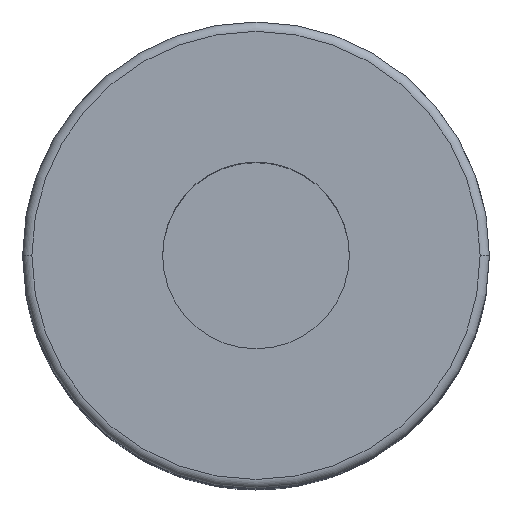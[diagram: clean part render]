
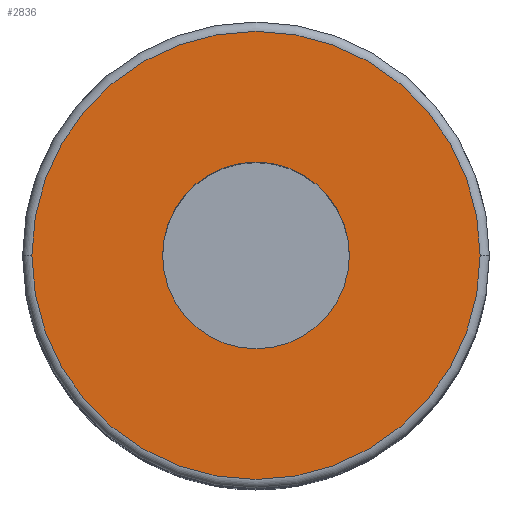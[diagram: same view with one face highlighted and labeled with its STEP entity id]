
A CAD part, top view. The second image highlights one B-rep face of the part: STEP entity #2836.
In plain terms, the highlighted planar face has unit normal (0, 0, 1).
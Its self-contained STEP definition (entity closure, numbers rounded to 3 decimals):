
#72 = ORIENTED_EDGE ( 'NONE', *, *, #3721, .F. ) ;
#196 = CARTESIAN_POINT ( 'NONE',  ( 0., 0., 70. ) ) ;
#458 = FACE_BOUND ( 'NONE', #1470, .T. ) ;
#545 = CIRCLE ( 'NONE', #3354, 24. ) ;
#557 = ORIENTED_EDGE ( 'NONE', *, *, #1366, .F. ) ;
#1096 = CIRCLE ( 'NONE', #2551, 10. ) ;
#1105 = CARTESIAN_POINT ( 'NONE',  ( 0., 0., 70. ) ) ;
#1158 = AXIS2_PLACEMENT_3D ( 'NONE', #1105, #2617, #4923 ) ;
#1246 = CARTESIAN_POINT ( 'NONE',  ( -24., 0., 70. ) ) ;
#1350 = DIRECTION ( 'NONE',  ( 0., 0., -1. ) ) ;
#1366 = EDGE_CURVE ( 'NONE', #3541, #1711, #4578, .T. ) ;
#1470 = EDGE_LOOP ( 'NONE', ( #557, #3803 ) ) ;
#1487 = VERTEX_POINT ( 'NONE', #5007 ) ;
#1618 = CARTESIAN_POINT ( 'NONE',  ( 10., 0., 70. ) ) ;
#1699 = VERTEX_POINT ( 'NONE', #1246 ) ;
#1711 = VERTEX_POINT ( 'NONE', #1618 ) ;
#2551 = AXIS2_PLACEMENT_3D ( 'NONE', #196, #4785, #2920 ) ;
#2589 = ORIENTED_EDGE ( 'NONE', *, *, #4612, .F. ) ;
#2617 = DIRECTION ( 'NONE',  ( 0., 0., 1. ) ) ;
#2743 = DIRECTION ( 'NONE',  ( 1., 0., 0. ) ) ;
#2750 = AXIS2_PLACEMENT_3D ( 'NONE', #3997, #4821, #4405 ) ;
#2836 = ADVANCED_FACE ( 'NONE', ( #458, #2959 ), #4706, .T. ) ;
#2910 = EDGE_LOOP ( 'NONE', ( #72, #2589 ) ) ;
#2920 = DIRECTION ( 'NONE',  ( 1., 0., 0. ) ) ;
#2959 = FACE_OUTER_BOUND ( 'NONE', #2910, .T. ) ;
#2976 = DIRECTION ( 'NONE',  ( -1., 0., 0. ) ) ;
#3178 = DIRECTION ( 'NONE',  ( 0., 0., 1. ) ) ;
#3354 = AXIS2_PLACEMENT_3D ( 'NONE', #3707, #1350, #2976 ) ;
#3541 = VERTEX_POINT ( 'NONE', #4064 ) ;
#3707 = CARTESIAN_POINT ( 'NONE',  ( 0., 0., 70. ) ) ;
#3721 = EDGE_CURVE ( 'NONE', #1699, #1487, #545, .T. ) ;
#3803 = ORIENTED_EDGE ( 'NONE', *, *, #4598, .F. ) ;
#3997 = CARTESIAN_POINT ( 'NONE',  ( 0., 0., 70. ) ) ;
#4064 = CARTESIAN_POINT ( 'NONE',  ( -10., 0., 70. ) ) ;
#4405 = DIRECTION ( 'NONE',  ( -1., 0., 0. ) ) ;
#4578 = CIRCLE ( 'NONE', #1158, 10. ) ;
#4598 = EDGE_CURVE ( 'NONE', #1711, #3541, #1096, .T. ) ;
#4612 = EDGE_CURVE ( 'NONE', #1487, #1699, #4661, .T. ) ;
#4661 = CIRCLE ( 'NONE', #2750, 24. ) ;
#4701 = AXIS2_PLACEMENT_3D ( 'NONE', #4721, #3178, #2743 ) ;
#4706 = PLANE ( 'NONE',  #4701 ) ;
#4721 = CARTESIAN_POINT ( 'NONE',  ( 0., 24., 70. ) ) ;
#4785 = DIRECTION ( 'NONE',  ( 0., 0., 1. ) ) ;
#4821 = DIRECTION ( 'NONE',  ( 0., 0., -1. ) ) ;
#4923 = DIRECTION ( 'NONE',  ( 1., 0., 0. ) ) ;
#5007 = CARTESIAN_POINT ( 'NONE',  ( 24., 0., 70. ) ) ;
